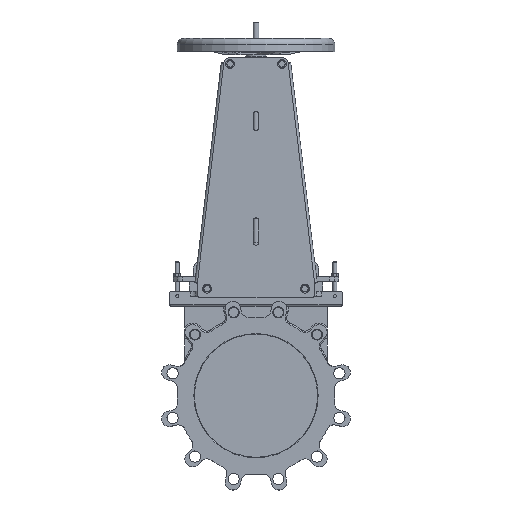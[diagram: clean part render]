
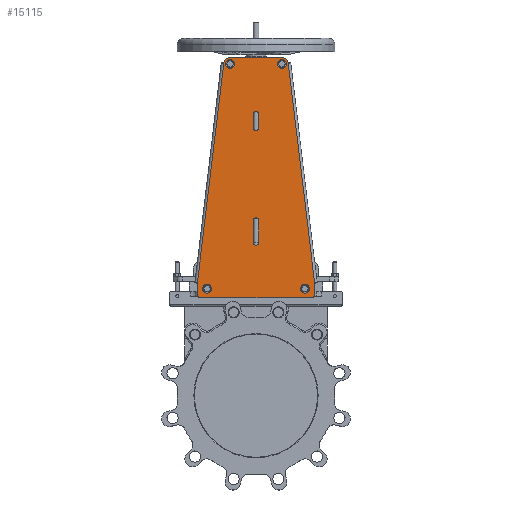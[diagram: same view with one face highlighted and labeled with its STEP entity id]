
A CAD part, top view. The second image highlights one B-rep face of the part: STEP entity #15115.
In plain terms, the highlighted planar face has unit normal (0, 0, 1).
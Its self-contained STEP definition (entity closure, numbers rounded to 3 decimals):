
#578=FACE_BOUND('',#1977,.T.);
#579=FACE_BOUND('',#1978,.T.);
#580=FACE_BOUND('',#1979,.T.);
#581=FACE_BOUND('',#1980,.T.);
#582=FACE_BOUND('',#1981,.T.);
#583=FACE_BOUND('',#1982,.T.);
#713=PLANE('',#16145);
#1116=FACE_OUTER_BOUND('',#1976,.T.);
#1976=EDGE_LOOP('',(#9795,#9796,#9797,#9798,#9799,#9800,#9801,#9802,#9803,
#9804));
#1977=EDGE_LOOP('',(#9805,#9806,#9807,#9808));
#1978=EDGE_LOOP('',(#9809,#9810,#9811,#9812));
#1979=EDGE_LOOP('',(#9813));
#1980=EDGE_LOOP('',(#9814));
#1981=EDGE_LOOP('',(#9815));
#1982=EDGE_LOOP('',(#9816));
#2922=LINE('',#22215,#4071);
#2956=LINE('',#22316,#4105);
#2962=LINE('',#22345,#4111);
#2966=LINE('',#22354,#4115);
#2968=LINE('',#22361,#4117);
#2972=LINE('',#22370,#4121);
#2975=LINE('',#22380,#4124);
#2978=LINE('',#22388,#4127);
#2980=LINE('',#22394,#4129);
#2982=LINE('',#22400,#4131);
#4071=VECTOR('',#17758,10.);
#4105=VECTOR('',#17848,10.);
#4111=VECTOR('',#17880,10.);
#4115=VECTOR('',#17890,10.);
#4117=VECTOR('',#17898,10.);
#4121=VECTOR('',#17908,10.);
#4124=VECTOR('',#17921,10.);
#4127=VECTOR('',#17930,10.);
#4129=VECTOR('',#17938,10.);
#4131=VECTOR('',#17946,10.);
#5227=CIRCLE('',#16110,5.);
#5229=CIRCLE('',#16113,5.);
#5231=CIRCLE('',#16116,5.);
#5233=CIRCLE('',#16119,5.);
#5235=CIRCLE('',#16123,5.669);
#5236=CIRCLE('',#16126,5.669);
#5237=CIRCLE('',#16129,5.669);
#5238=CIRCLE('',#16132,5.669);
#5239=CIRCLE('',#16134,13.);
#5240=CIRCLE('',#16137,7.);
#5241=CIRCLE('',#16140,7.);
#5242=CIRCLE('',#16143,13.);
#6011=VERTEX_POINT('',#22208);
#6013=VERTEX_POINT('',#22214);
#6045=VERTEX_POINT('',#22288);
#6052=VERTEX_POINT('',#22308);
#6053=VERTEX_POINT('',#22318);
#6055=VERTEX_POINT('',#22324);
#6057=VERTEX_POINT('',#22330);
#6059=VERTEX_POINT('',#22336);
#6061=VERTEX_POINT('',#22342);
#6062=VERTEX_POINT('',#22344);
#6063=VERTEX_POINT('',#22348);
#6064=VERTEX_POINT('',#22352);
#6065=VERTEX_POINT('',#22358);
#6066=VERTEX_POINT('',#22360);
#6067=VERTEX_POINT('',#22364);
#6068=VERTEX_POINT('',#22368);
#6069=VERTEX_POINT('',#22374);
#6070=VERTEX_POINT('',#22378);
#6071=VERTEX_POINT('',#22382);
#6072=VERTEX_POINT('',#22386);
#6073=VERTEX_POINT('',#22390);
#6074=VERTEX_POINT('',#22396);
#7420=EDGE_CURVE('',#6013,#6011,#2922,.T.);
#7471=EDGE_CURVE('',#6045,#6052,#2956,.T.);
#7472=EDGE_CURVE('',#6053,#6053,#5227,.T.);
#7475=EDGE_CURVE('',#6055,#6055,#5229,.T.);
#7478=EDGE_CURVE('',#6057,#6057,#5231,.T.);
#7481=EDGE_CURVE('',#6059,#6059,#5233,.T.);
#7485=EDGE_CURVE('',#6061,#6062,#2962,.T.);
#7488=EDGE_CURVE('',#6063,#6061,#5235,.T.);
#7490=EDGE_CURVE('',#6064,#6063,#2966,.T.);
#7491=EDGE_CURVE('',#6062,#6064,#5236,.T.);
#7493=EDGE_CURVE('',#6065,#6066,#2968,.T.);
#7496=EDGE_CURVE('',#6067,#6065,#5237,.T.);
#7498=EDGE_CURVE('',#6068,#6067,#2972,.T.);
#7499=EDGE_CURVE('',#6066,#6068,#5238,.T.);
#7500=EDGE_CURVE('',#6011,#6069,#5239,.T.);
#7503=EDGE_CURVE('',#6070,#6013,#2975,.T.);
#7505=EDGE_CURVE('',#6071,#6070,#5240,.T.);
#7507=EDGE_CURVE('',#6072,#6071,#2978,.T.);
#7509=EDGE_CURVE('',#6073,#6072,#5241,.T.);
#7510=EDGE_CURVE('',#6052,#6073,#2980,.T.);
#7512=EDGE_CURVE('',#6074,#6045,#5242,.T.);
#7513=EDGE_CURVE('',#6069,#6074,#2982,.T.);
#9795=ORIENTED_EDGE('',*,*,#7513,.F.);
#9796=ORIENTED_EDGE('',*,*,#7500,.F.);
#9797=ORIENTED_EDGE('',*,*,#7420,.F.);
#9798=ORIENTED_EDGE('',*,*,#7503,.F.);
#9799=ORIENTED_EDGE('',*,*,#7505,.F.);
#9800=ORIENTED_EDGE('',*,*,#7507,.F.);
#9801=ORIENTED_EDGE('',*,*,#7509,.F.);
#9802=ORIENTED_EDGE('',*,*,#7510,.F.);
#9803=ORIENTED_EDGE('',*,*,#7471,.F.);
#9804=ORIENTED_EDGE('',*,*,#7512,.F.);
#9805=ORIENTED_EDGE('',*,*,#7499,.F.);
#9806=ORIENTED_EDGE('',*,*,#7493,.F.);
#9807=ORIENTED_EDGE('',*,*,#7496,.F.);
#9808=ORIENTED_EDGE('',*,*,#7498,.F.);
#9809=ORIENTED_EDGE('',*,*,#7491,.F.);
#9810=ORIENTED_EDGE('',*,*,#7485,.F.);
#9811=ORIENTED_EDGE('',*,*,#7488,.F.);
#9812=ORIENTED_EDGE('',*,*,#7490,.F.);
#9813=ORIENTED_EDGE('',*,*,#7481,.F.);
#9814=ORIENTED_EDGE('',*,*,#7478,.F.);
#9815=ORIENTED_EDGE('',*,*,#7475,.F.);
#9816=ORIENTED_EDGE('',*,*,#7472,.F.);
#15115=ADVANCED_FACE('',(#1116,#578,#579,#580,#581,#582,#583),#713,.F.);
#16110=AXIS2_PLACEMENT_3D('',#22319,#17851,#17852);
#16113=AXIS2_PLACEMENT_3D('',#22325,#17858,#17859);
#16116=AXIS2_PLACEMENT_3D('',#22331,#17865,#17866);
#16119=AXIS2_PLACEMENT_3D('',#22337,#17872,#17873);
#16123=AXIS2_PLACEMENT_3D('',#22350,#17885,#17886);
#16126=AXIS2_PLACEMENT_3D('',#22356,#17893,#17894);
#16129=AXIS2_PLACEMENT_3D('',#22366,#17903,#17904);
#16132=AXIS2_PLACEMENT_3D('',#22372,#17911,#17912);
#16134=AXIS2_PLACEMENT_3D('',#22375,#17915,#17916);
#16137=AXIS2_PLACEMENT_3D('',#22384,#17925,#17926);
#16140=AXIS2_PLACEMENT_3D('',#22392,#17934,#17935);
#16143=AXIS2_PLACEMENT_3D('',#22398,#17942,#17943);
#16145=AXIS2_PLACEMENT_3D('',#22401,#17947,#17948);
#17758=DIRECTION('',(0.119,0.993,0.));
#17848=DIRECTION('',(0.119,-0.993,0.));
#17851=DIRECTION('center_axis',(0.,0.,1.));
#17852=DIRECTION('ref_axis',(1.,0.,0.));
#17858=DIRECTION('center_axis',(0.,0.,1.));
#17859=DIRECTION('ref_axis',(1.,0.,0.));
#17865=DIRECTION('center_axis',(0.,0.,1.));
#17866=DIRECTION('ref_axis',(1.,0.,0.));
#17872=DIRECTION('center_axis',(0.,0.,1.));
#17873=DIRECTION('ref_axis',(1.,0.,0.));
#17880=DIRECTION('',(0.,1.,0.));
#17885=DIRECTION('center_axis',(0.,0.,1.));
#17886=DIRECTION('ref_axis',(-1.,0.,0.));
#17890=DIRECTION('',(0.,-1.,0.));
#17893=DIRECTION('center_axis',(0.,0.,1.));
#17894=DIRECTION('ref_axis',(1.,0.,0.));
#17898=DIRECTION('',(0.,-1.,0.));
#17903=DIRECTION('center_axis',(0.,0.,1.));
#17904=DIRECTION('ref_axis',(1.,0.,0.));
#17908=DIRECTION('',(0.,1.,0.));
#17911=DIRECTION('center_axis',(0.,0.,1.));
#17912=DIRECTION('ref_axis',(-1.,0.,0.));
#17915=DIRECTION('center_axis',(0.,0.,-1.));
#17916=DIRECTION('ref_axis',(0.,-1.,0.));
#17921=DIRECTION('',(0.,1.,0.));
#17925=DIRECTION('center_axis',(0.,0.,-1.));
#17926=DIRECTION('ref_axis',(0.,-1.,0.));
#17930=DIRECTION('',(-1.,0.,0.));
#17934=DIRECTION('center_axis',(0.,0.,-1.));
#17935=DIRECTION('ref_axis',(1.,0.,0.));
#17938=DIRECTION('',(0.,-1.,0.));
#17942=DIRECTION('center_axis',(0.,0.,-1.));
#17943=DIRECTION('ref_axis',(0.,1.,0.));
#17946=DIRECTION('',(1.,0.,0.));
#17947=DIRECTION('center_axis',(0.,0.,-1.));
#17948=DIRECTION('ref_axis',(-1.,0.,0.));
#22208=CARTESIAN_POINT('',(-65.407,674.549,40.));
#22214=CARTESIAN_POINT('',(-118.972,228.304,40.));
#22215=CARTESIAN_POINT('',(-118.972,228.304,40.));
#22288=CARTESIAN_POINT('',(65.407,674.549,40.));
#22308=CARTESIAN_POINT('',(118.972,228.304,40.));
#22316=CARTESIAN_POINT('',(65.407,674.549,40.));
#22318=CARTESIAN_POINT('',(47.5,673.,40.));
#22319=CARTESIAN_POINT('Origin',(52.5,673.,40.));
#22324=CARTESIAN_POINT('',(-57.5,673.,40.));
#22325=CARTESIAN_POINT('Origin',(-52.5,673.,40.));
#22330=CARTESIAN_POINT('',(94.148,216.804,40.));
#22331=CARTESIAN_POINT('Origin',(99.148,216.804,40.));
#22336=CARTESIAN_POINT('',(-104.148,216.804,40.));
#22337=CARTESIAN_POINT('Origin',(-99.148,216.804,40.));
#22342=CARTESIAN_POINT('',(5.669,543.447,40.));
#22344=CARTESIAN_POINT('',(5.669,570.492,40.));
#22345=CARTESIAN_POINT('',(5.669,543.447,40.));
#22348=CARTESIAN_POINT('',(-5.669,543.447,40.));
#22350=CARTESIAN_POINT('Origin',(0.,543.447,
40.));
#22352=CARTESIAN_POINT('',(-5.669,570.492,40.));
#22354=CARTESIAN_POINT('',(-5.669,570.492,40.));
#22356=CARTESIAN_POINT('Origin',(0.,570.492,
40.));
#22358=CARTESIAN_POINT('',(-5.669,355.02,40.));
#22360=CARTESIAN_POINT('',(-5.669,310.819,40.));
#22361=CARTESIAN_POINT('',(-5.669,355.02,40.));
#22364=CARTESIAN_POINT('',(5.669,355.02,40.));
#22366=CARTESIAN_POINT('Origin',(0.,355.02,
40.));
#22368=CARTESIAN_POINT('',(5.669,310.819,40.));
#22370=CARTESIAN_POINT('',(5.669,310.819,40.));
#22372=CARTESIAN_POINT('Origin',(0.,310.819,
40.));
#22374=CARTESIAN_POINT('',(-52.5,686.,40.));
#22375=CARTESIAN_POINT('Origin',(-52.5,673.,40.));
#22378=CARTESIAN_POINT('',(-118.972,205.304,40.));
#22380=CARTESIAN_POINT('',(-118.972,205.304,40.));
#22382=CARTESIAN_POINT('',(-111.972,198.304,40.));
#22384=CARTESIAN_POINT('Origin',(-111.972,205.304,40.));
#22386=CARTESIAN_POINT('',(111.972,198.304,40.));
#22388=CARTESIAN_POINT('',(111.972,198.304,40.));
#22390=CARTESIAN_POINT('',(118.972,205.304,40.));
#22392=CARTESIAN_POINT('Origin',(111.972,205.304,40.));
#22394=CARTESIAN_POINT('',(118.972,228.304,40.));
#22396=CARTESIAN_POINT('',(52.5,686.,40.));
#22398=CARTESIAN_POINT('Origin',(52.5,673.,40.));
#22400=CARTESIAN_POINT('',(-52.5,686.,40.));
#22401=CARTESIAN_POINT('Origin',(0.,442.152,
40.));
